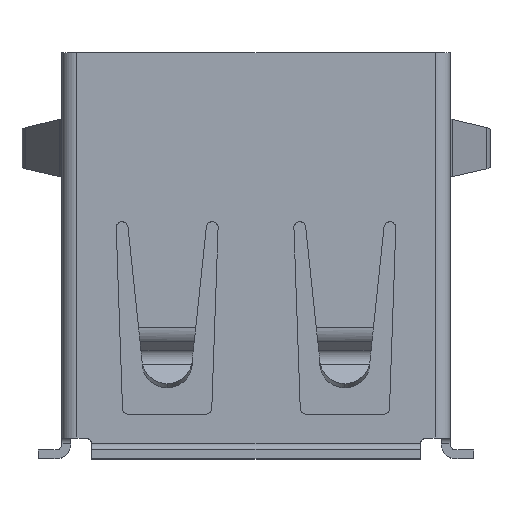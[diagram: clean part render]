
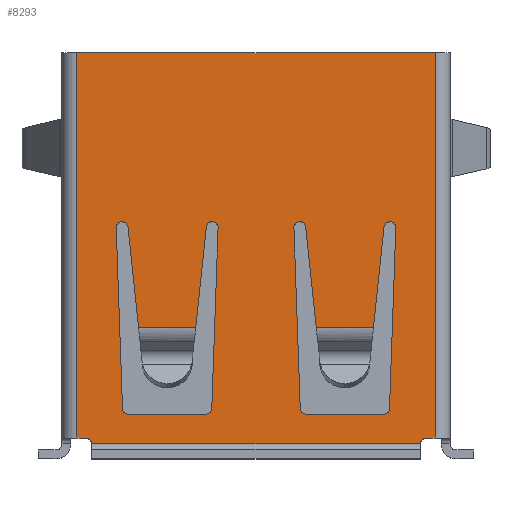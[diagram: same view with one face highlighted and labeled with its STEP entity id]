
A CAD part, top view. The second image highlights one B-rep face of the part: STEP entity #8293.
In plain terms, the highlighted planar face has unit normal (0, 0, 1).
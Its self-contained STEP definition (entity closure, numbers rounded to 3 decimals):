
#5253 = VERTEX_POINT('',#5254);
#5254 = CARTESIAN_POINT('',(-2.55,1.15,6.5));
#5261 = EDGE_CURVE('',#5262,#5253,#5264,.T.);
#5262 = VERTEX_POINT('',#5263);
#5263 = CARTESIAN_POINT('',(9.55,1.15,6.5));
#5264 = LINE('',#5265,#5266);
#5265 = CARTESIAN_POINT('',(10.05,1.15,6.5));
#5266 = VECTOR('',#5267,1.);
#5267 = DIRECTION('',(-1.,0.,0.));
#5334 = VERTEX_POINT('',#5335);
#5335 = CARTESIAN_POINT('',(-2.55,-11.85,6.5));
#5342 = EDGE_CURVE('',#5253,#5334,#5343,.T.);
#5343 = LINE('',#5344,#5345);
#5344 = CARTESIAN_POINT('',(-2.55,-12.25,6.5));
#5345 = VECTOR('',#5346,1.);
#5346 = DIRECTION('',(0.,-1.,0.));
#7695 = VERTEX_POINT('',#7696);
#7696 = CARTESIAN_POINT('',(5.179,-4.729,6.5));
#7704 = VERTEX_POINT('',#7705);
#7705 = CARTESIAN_POINT('',(5.534,-8.11,6.5));
#7711 = EDGE_CURVE('',#7695,#7704,#7712,.T.);
#7712 = LINE('',#7713,#7714);
#7713 = CARTESIAN_POINT('',(5.512,-7.898,6.5));
#7714 = VECTOR('',#7715,1.);
#7715 = DIRECTION('',(0.105,-0.995,
    0.));
#8113 = VERTEX_POINT('',#8114);
#8114 = CARTESIAN_POINT('',(7.466,-8.11,6.5));
#8162 = VERTEX_POINT('',#8163);
#8163 = CARTESIAN_POINT('',(7.821,-4.729,6.5));
#8169 = EDGE_CURVE('',#8113,#8162,#8170,.T.);
#8170 = LINE('',#8171,#8172);
#8171 = CARTESIAN_POINT('',(7.422,-8.522,6.5));
#8172 = VECTOR('',#8173,1.);
#8173 = DIRECTION('',(0.105,0.995,0.)
  );
#8183 = EDGE_CURVE('',#8162,#8184,#8186,.T.);
#8184 = VERTEX_POINT('',#8185);
#8185 = CARTESIAN_POINT('',(8.22,-4.757,6.5));
#8186 = CIRCLE('',#8187,0.2);
#8187 = AXIS2_PLACEMENT_3D('',#8188,#8189,#8190);
#8188 = CARTESIAN_POINT('',(8.02,-4.75,6.5));
#8189 = DIRECTION('',(0.,0.,-1.));
#8190 = DIRECTION('',(0.,-1.,0.));
#8211 = VERTEX_POINT('',#8212);
#8212 = CARTESIAN_POINT('',(4.78,-4.757,6.5));
#8218 = EDGE_CURVE('',#8211,#7695,#8219,.T.);
#8219 = CIRCLE('',#8220,0.2);
#8220 = AXIS2_PLACEMENT_3D('',#8221,#8222,#8223);
#8221 = CARTESIAN_POINT('',(4.98,-4.75,6.5));
#8222 = DIRECTION('',(0.,0.,-1.));
#8223 = DIRECTION('',(0.,-1.,0.));
#8293 = ADVANCED_FACE('',(#8294,#8346,#8432),#8484,.F.);
#8294 = FACE_BOUND('',#8295,.T.);
#8295 = EDGE_LOOP('',(#8296,#8297,#8305,#8314,#8322,#8331,#8337,#8338,
    #8339,#8345));
#8296 = ORIENTED_EDGE('',*,*,#8183,.T.);
#8297 = ORIENTED_EDGE('',*,*,#8298,.F.);
#8298 = EDGE_CURVE('',#8299,#8184,#8301,.T.);
#8299 = VERTEX_POINT('',#8300);
#8300 = CARTESIAN_POINT('',(8.007,-10.857,6.5));
#8301 = LINE('',#8302,#8303);
#8302 = CARTESIAN_POINT('',(8.007,-10.857,6.5));
#8303 = VECTOR('',#8304,1.);
#8304 = DIRECTION('',(0.035,0.999,
    0.));
#8305 = ORIENTED_EDGE('',*,*,#8306,.F.);
#8306 = EDGE_CURVE('',#8307,#8299,#8309,.T.);
#8307 = VERTEX_POINT('',#8308);
#8308 = CARTESIAN_POINT('',(7.807,-11.05,6.5));
#8309 = CIRCLE('',#8310,0.2);
#8310 = AXIS2_PLACEMENT_3D('',#8311,#8312,#8313);
#8311 = CARTESIAN_POINT('',(7.807,-10.85,6.5));
#8312 = DIRECTION('',(0.,0.,1.));
#8313 = DIRECTION('',(-1.,0.,0.));
#8314 = ORIENTED_EDGE('',*,*,#8315,.F.);
#8315 = EDGE_CURVE('',#8316,#8307,#8318,.T.);
#8316 = VERTEX_POINT('',#8317);
#8317 = CARTESIAN_POINT('',(5.193,-11.05,6.5));
#8318 = LINE('',#8319,#8320);
#8319 = CARTESIAN_POINT('',(5.193,-11.05,6.5));
#8320 = VECTOR('',#8321,1.);
#8321 = DIRECTION('',(1.,0.,0.));
#8322 = ORIENTED_EDGE('',*,*,#8323,.F.);
#8323 = EDGE_CURVE('',#8324,#8316,#8326,.T.);
#8324 = VERTEX_POINT('',#8325);
#8325 = CARTESIAN_POINT('',(4.993,-10.857,6.5));
#8326 = CIRCLE('',#8327,0.2);
#8327 = AXIS2_PLACEMENT_3D('',#8328,#8329,#8330);
#8328 = CARTESIAN_POINT('',(5.193,-10.85,6.5));
#8329 = DIRECTION('',(0.,0.,1.));
#8330 = DIRECTION('',(-1.,0.,0.));
#8331 = ORIENTED_EDGE('',*,*,#8332,.F.);
#8332 = EDGE_CURVE('',#8211,#8324,#8333,.T.);
#8333 = LINE('',#8334,#8335);
#8334 = CARTESIAN_POINT('',(4.993,-10.857,6.5));
#8335 = VECTOR('',#8336,1.);
#8336 = DIRECTION('',(0.035,-0.999,
    0.));
#8337 = ORIENTED_EDGE('',*,*,#8218,.T.);
#8338 = ORIENTED_EDGE('',*,*,#7711,.T.);
#8339 = ORIENTED_EDGE('',*,*,#8340,.T.);
#8340 = EDGE_CURVE('',#7704,#8113,#8341,.T.);
#8341 = LINE('',#8342,#8343);
#8342 = CARTESIAN_POINT('',(3.5,-8.11,6.5));
#8343 = VECTOR('',#8344,1.);
#8344 = DIRECTION('',(1.,0.,0.));
#8345 = ORIENTED_EDGE('',*,*,#8169,.T.);
#8346 = FACE_BOUND('',#8347,.T.);
#8347 = EDGE_LOOP('',(#8348,#8359,#8367,#8376,#8384,#8393,#8401,#8410,
    #8418,#8426));
#8348 = ORIENTED_EDGE('',*,*,#8349,.F.);
#8349 = EDGE_CURVE('',#8350,#8352,#8354,.T.);
#8350 = VERTEX_POINT('',#8351);
#8351 = CARTESIAN_POINT('',(2.22,-4.757,6.5));
#8352 = VERTEX_POINT('',#8353);
#8353 = CARTESIAN_POINT('',(1.821,-4.729,6.5));
#8354 = CIRCLE('',#8355,0.2);
#8355 = AXIS2_PLACEMENT_3D('',#8356,#8357,#8358);
#8356 = CARTESIAN_POINT('',(2.02,-4.75,6.5));
#8357 = DIRECTION('',(0.,0.,1.));
#8358 = DIRECTION('',(0.,-1.,0.));
#8359 = ORIENTED_EDGE('',*,*,#8360,.F.);
#8360 = EDGE_CURVE('',#8361,#8350,#8363,.T.);
#8361 = VERTEX_POINT('',#8362);
#8362 = CARTESIAN_POINT('',(2.007,-10.857,6.5));
#8363 = LINE('',#8364,#8365);
#8364 = CARTESIAN_POINT('',(2.007,-10.857,6.5));
#8365 = VECTOR('',#8366,1.);
#8366 = DIRECTION('',(0.035,0.999,
    0.));
#8367 = ORIENTED_EDGE('',*,*,#8368,.F.);
#8368 = EDGE_CURVE('',#8369,#8361,#8371,.T.);
#8369 = VERTEX_POINT('',#8370);
#8370 = CARTESIAN_POINT('',(1.807,-11.05,6.5));
#8371 = CIRCLE('',#8372,0.2);
#8372 = AXIS2_PLACEMENT_3D('',#8373,#8374,#8375);
#8373 = CARTESIAN_POINT('',(1.807,-10.85,6.5));
#8374 = DIRECTION('',(0.,0.,1.));
#8375 = DIRECTION('',(-1.,0.,0.));
#8376 = ORIENTED_EDGE('',*,*,#8377,.F.);
#8377 = EDGE_CURVE('',#8378,#8369,#8380,.T.);
#8378 = VERTEX_POINT('',#8379);
#8379 = CARTESIAN_POINT('',(-0.807,-11.05,6.5));
#8380 = LINE('',#8381,#8382);
#8381 = CARTESIAN_POINT('',(1.807,-11.05,6.5));
#8382 = VECTOR('',#8383,1.);
#8383 = DIRECTION('',(1.,0.,0.));
#8384 = ORIENTED_EDGE('',*,*,#8385,.F.);
#8385 = EDGE_CURVE('',#8386,#8378,#8388,.T.);
#8386 = VERTEX_POINT('',#8387);
#8387 = CARTESIAN_POINT('',(-1.007,-10.857,6.5));
#8388 = CIRCLE('',#8389,0.2);
#8389 = AXIS2_PLACEMENT_3D('',#8390,#8391,#8392);
#8390 = CARTESIAN_POINT('',(-0.807,-10.85,6.5));
#8391 = DIRECTION('',(0.,0.,1.));
#8392 = DIRECTION('',(-1.,0.,0.));
#8393 = ORIENTED_EDGE('',*,*,#8394,.F.);
#8394 = EDGE_CURVE('',#8395,#8386,#8397,.T.);
#8395 = VERTEX_POINT('',#8396);
#8396 = CARTESIAN_POINT('',(-1.22,-4.757,6.5));
#8397 = LINE('',#8398,#8399);
#8398 = CARTESIAN_POINT('',(-1.007,-10.857,6.5));
#8399 = VECTOR('',#8400,1.);
#8400 = DIRECTION('',(0.035,-0.999,
    0.));
#8401 = ORIENTED_EDGE('',*,*,#8402,.F.);
#8402 = EDGE_CURVE('',#8403,#8395,#8405,.T.);
#8403 = VERTEX_POINT('',#8404);
#8404 = CARTESIAN_POINT('',(-0.821,-4.729,6.5));
#8405 = CIRCLE('',#8406,0.2);
#8406 = AXIS2_PLACEMENT_3D('',#8407,#8408,#8409);
#8407 = CARTESIAN_POINT('',(-1.02,-4.75,6.5));
#8408 = DIRECTION('',(0.,0.,1.));
#8409 = DIRECTION('',(0.,-1.,0.));
#8410 = ORIENTED_EDGE('',*,*,#8411,.F.);
#8411 = EDGE_CURVE('',#8412,#8403,#8414,.T.);
#8412 = VERTEX_POINT('',#8413);
#8413 = CARTESIAN_POINT('',(-0.466,-8.11,6.5));
#8414 = LINE('',#8415,#8416);
#8415 = CARTESIAN_POINT('',(-0.422,-8.522,6.5));
#8416 = VECTOR('',#8417,1.);
#8417 = DIRECTION('',(-0.105,0.995,0.
    ));
#8418 = ORIENTED_EDGE('',*,*,#8419,.F.);
#8419 = EDGE_CURVE('',#8420,#8412,#8422,.T.);
#8420 = VERTEX_POINT('',#8421);
#8421 = CARTESIAN_POINT('',(1.466,-8.11,6.5));
#8422 = LINE('',#8423,#8424);
#8423 = CARTESIAN_POINT('',(3.5,-8.11,6.5));
#8424 = VECTOR('',#8425,1.);
#8425 = DIRECTION('',(-1.,0.,0.));
#8426 = ORIENTED_EDGE('',*,*,#8427,.F.);
#8427 = EDGE_CURVE('',#8352,#8420,#8428,.T.);
#8428 = LINE('',#8429,#8430);
#8429 = CARTESIAN_POINT('',(1.488,-7.898,6.5));
#8430 = VECTOR('',#8431,1.);
#8431 = DIRECTION('',(-0.105,-0.995,
    0.));
#8432 = FACE_BOUND('',#8433,.T.);
#8433 = EDGE_LOOP('',(#8434,#8442,#8451,#8459,#8468,#8476,#8482,#8483));
#8434 = ORIENTED_EDGE('',*,*,#8435,.F.);
#8435 = EDGE_CURVE('',#8436,#5334,#8438,.T.);
#8436 = VERTEX_POINT('',#8437);
#8437 = CARTESIAN_POINT('',(-2.25,-11.85,6.5));
#8438 = LINE('',#8439,#8440);
#8439 = CARTESIAN_POINT('',(3.5,-11.85,6.5));
#8440 = VECTOR('',#8441,1.);
#8441 = DIRECTION('',(-1.,0.,0.));
#8442 = ORIENTED_EDGE('',*,*,#8443,.T.);
#8443 = EDGE_CURVE('',#8436,#8444,#8446,.T.);
#8444 = VERTEX_POINT('',#8445);
#8445 = CARTESIAN_POINT('',(-2.05,-12.05,6.5));
#8446 = CIRCLE('',#8447,0.2);
#8447 = AXIS2_PLACEMENT_3D('',#8448,#8449,#8450);
#8448 = CARTESIAN_POINT('',(-2.25,-12.05,6.5));
#8449 = DIRECTION('',(0.,0.,-1.));
#8450 = DIRECTION('',(0.,-1.,0.));
#8451 = ORIENTED_EDGE('',*,*,#8452,.T.);
#8452 = EDGE_CURVE('',#8444,#8453,#8455,.T.);
#8453 = VERTEX_POINT('',#8454);
#8454 = CARTESIAN_POINT('',(9.05,-12.05,6.5));
#8455 = LINE('',#8456,#8457);
#8456 = CARTESIAN_POINT('',(-3.05,-12.05,6.5));
#8457 = VECTOR('',#8458,1.);
#8458 = DIRECTION('',(1.,0.,0.));
#8459 = ORIENTED_EDGE('',*,*,#8460,.T.);
#8460 = EDGE_CURVE('',#8453,#8461,#8463,.T.);
#8461 = VERTEX_POINT('',#8462);
#8462 = CARTESIAN_POINT('',(9.25,-11.85,6.5));
#8463 = CIRCLE('',#8464,0.2);
#8464 = AXIS2_PLACEMENT_3D('',#8465,#8466,#8467);
#8465 = CARTESIAN_POINT('',(9.25,-12.05,6.5));
#8466 = DIRECTION('',(0.,0.,-1.));
#8467 = DIRECTION('',(0.,-1.,0.));
#8468 = ORIENTED_EDGE('',*,*,#8469,.T.);
#8469 = EDGE_CURVE('',#8461,#8470,#8472,.T.);
#8470 = VERTEX_POINT('',#8471);
#8471 = CARTESIAN_POINT('',(9.55,-11.85,6.5));
#8472 = LINE('',#8473,#8474);
#8473 = CARTESIAN_POINT('',(3.5,-11.85,6.5));
#8474 = VECTOR('',#8475,1.);
#8475 = DIRECTION('',(1.,0.,0.));
#8476 = ORIENTED_EDGE('',*,*,#8477,.T.);
#8477 = EDGE_CURVE('',#8470,#5262,#8478,.T.);
#8478 = LINE('',#8479,#8480);
#8479 = CARTESIAN_POINT('',(9.55,1.15,6.5));
#8480 = VECTOR('',#8481,1.);
#8481 = DIRECTION('',(0.,1.,0.));
#8482 = ORIENTED_EDGE('',*,*,#5261,.T.);
#8483 = ORIENTED_EDGE('',*,*,#5342,.T.);
#8484 = PLANE('',#8485);
#8485 = AXIS2_PLACEMENT_3D('',#8486,#8487,#8488);
#8486 = CARTESIAN_POINT('',(3.5,-8.11,6.5));
#8487 = DIRECTION('',(0.,0.,-1.));
#8488 = DIRECTION('',(0.,-1.,0.));
